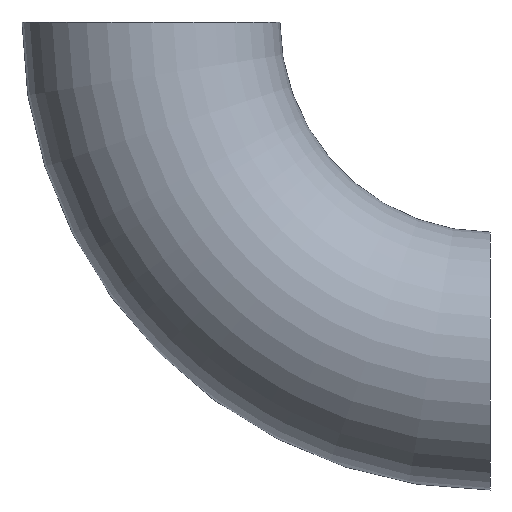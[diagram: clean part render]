
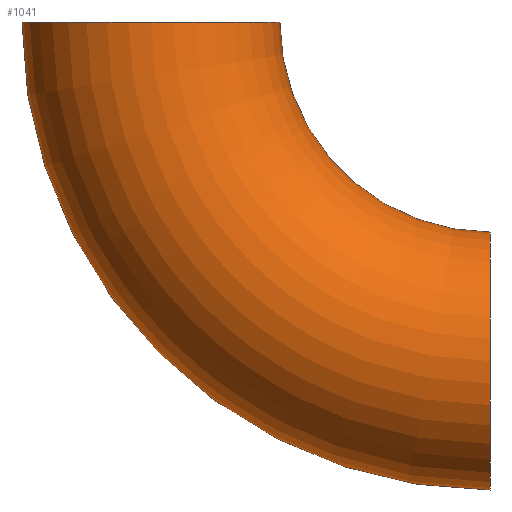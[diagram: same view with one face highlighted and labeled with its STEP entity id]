
A CAD part, left-side view. The second image highlights one B-rep face of the part: STEP entity #1041.
In plain terms, the highlighted toroidal (fillet/blend) face has major radius 28 mm and minor radius 10.65 mm.
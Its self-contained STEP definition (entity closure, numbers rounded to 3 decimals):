
#385 = CARTESIAN_POINT ( 'NONE',  ( 0., 28., 0. ) ) ;
#1041 = ADVANCED_FACE ( 'NONE', ( #7114 ), #3981, .T. ) ;
#1300 = ORIENTED_EDGE ( 'NONE', *, *, #11332, .F. ) ;
#1455 = ORIENTED_EDGE ( 'NONE', *, *, #6455, .F. ) ;
#1921 = AXIS2_PLACEMENT_3D ( 'NONE', #10490, #3514, #7048 ) ;
#2236 = EDGE_CURVE ( 'NONE', #9448, #3118, #8233, .T. ) ;
#2364 = VERTEX_POINT ( 'NONE', #4855 ) ;
#2563 = VERTEX_POINT ( 'NONE', #10537 ) ;
#2873 = CIRCLE ( 'NONE', #1921, 17.35 ) ;
#3118 = VERTEX_POINT ( 'NONE', #8054 ) ;
#3488 = AXIS2_PLACEMENT_3D ( 'NONE', #385, #5624, #7398 ) ;
#3514 = DIRECTION ( 'NONE',  ( -1., 0., 0. ) ) ;
#3981 = TOROIDAL_SURFACE ( 'NONE', #9098, 28., 10.65 ) ;
#3989 = ORIENTED_EDGE ( 'NONE', *, *, #5701, .T. ) ;
#4439 = DIRECTION ( 'NONE',  ( 0., 0., 1. ) ) ;
#4612 = AXIS2_PLACEMENT_3D ( 'NONE', #7914, #9665, #4439 ) ;
#4855 = CARTESIAN_POINT ( 'NONE',  ( 0., 17.35, 0. ) ) ;
#5486 = DIRECTION ( 'NONE',  ( 0., 0., 1. ) ) ;
#5624 = DIRECTION ( 'NONE',  ( 0., 0., 1. ) ) ;
#5701 = EDGE_CURVE ( 'NONE', #2563, #9448, #9313, .T. ) ;
#6134 = CARTESIAN_POINT ( 'NONE',  ( 0., 0., 0. ) ) ;
#6455 = EDGE_CURVE ( 'NONE', #2364, #3118, #2873, .T. ) ;
#6919 = CIRCLE ( 'NONE', #3488, 10.65 ) ;
#7048 = DIRECTION ( 'NONE',  ( 0., 0., 1. ) ) ;
#7050 = DIRECTION ( 'NONE',  ( 0., 0., 1. ) ) ;
#7114 = FACE_OUTER_BOUND ( 'NONE', #9168, .T. ) ;
#7398 = DIRECTION ( 'NONE',  ( 0., -1., 0. ) ) ;
#7903 = CARTESIAN_POINT ( 'NONE',  ( 0., 0., 0. ) ) ;
#7914 = CARTESIAN_POINT ( 'NONE',  ( 0., 0., -28. ) ) ;
#8054 = CARTESIAN_POINT ( 'NONE',  ( 0., 0., -17.35 ) ) ;
#8233 = CIRCLE ( 'NONE', #4612, 10.65 ) ;
#8758 = DIRECTION ( 'NONE',  ( -1., 0., 0. ) ) ;
#8894 = DIRECTION ( 'NONE',  ( -1., 0., 0. ) ) ;
#9098 = AXIS2_PLACEMENT_3D ( 'NONE', #7903, #8758, #7050 ) ;
#9100 = ORIENTED_EDGE ( 'NONE', *, *, #2236, .T. ) ;
#9168 = EDGE_LOOP ( 'NONE', ( #1300, #3989, #9100, #1455 ) ) ;
#9313 = CIRCLE ( 'NONE', #10558, 38.65 ) ;
#9429 = CARTESIAN_POINT ( 'NONE',  ( 0., 0., -38.65 ) ) ;
#9448 = VERTEX_POINT ( 'NONE', #9429 ) ;
#9665 = DIRECTION ( 'NONE',  ( 0., 1., 0. ) ) ;
#10490 = CARTESIAN_POINT ( 'NONE',  ( 0., 0., 0. ) ) ;
#10537 = CARTESIAN_POINT ( 'NONE',  ( 0., 38.65, 0. ) ) ;
#10558 = AXIS2_PLACEMENT_3D ( 'NONE', #6134, #8894, #5486 ) ;
#11332 = EDGE_CURVE ( 'NONE', #2563, #2364, #6919, .T. ) ;
